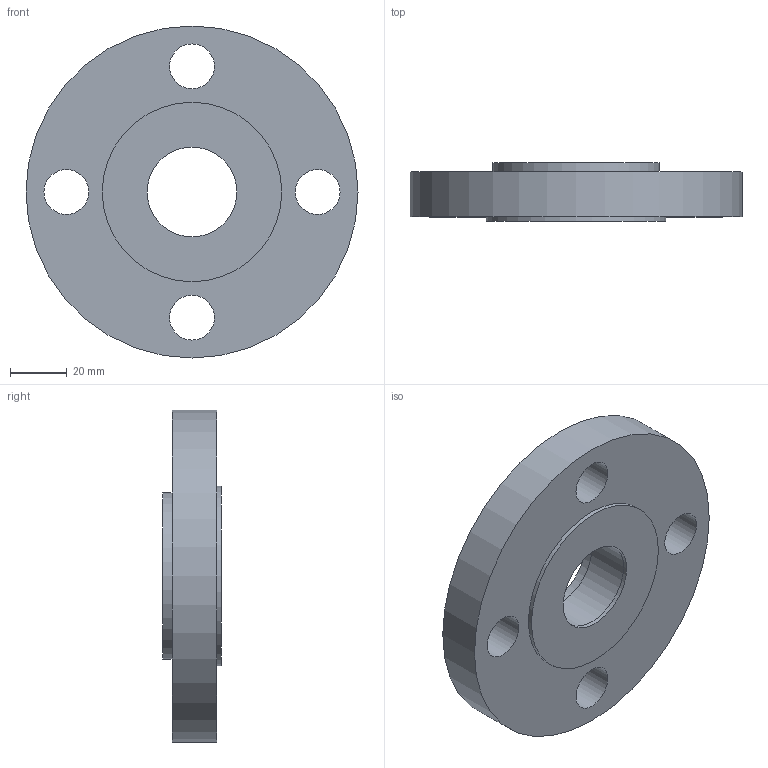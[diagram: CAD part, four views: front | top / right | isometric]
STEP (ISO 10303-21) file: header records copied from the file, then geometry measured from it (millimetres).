
FILE_DESCRIPTION((('zoo.dev export')), '2;1');
FILE_NAME('dump.step', '2025-02-11T21:33:15.493886124+00:00', ('Author unknown'), ('Organization unknown'), 'zoo.dev beta', 'zoo.dev', 'Authorization unknown');
FILE_SCHEMA(('AP203_CONFIGURATION_CONTROLLED_3D_DESIGN_OF_MECHANICAL_PARTS_AND_ASSEMBLIES_MIM_LF'));
Length unit declared in the file: metre
Products named in the file (3): UNIDENTIFIED_PRODUCT
Bounding box: 117.47 x 20.65 x 117.47 mm (x, y, z)
Volume: 156787.6 mm3; surface area: 39088.9 mm2
Topology: 3 solids, 3 shells, 16 faces, 30 edges, 20 vertices
Faces by surface type: cylinder 10, plane 6
Full cylindrical faces by diameter (mm): 15.875 x4, 31.75 x3, 58.75 x1, 63.5 x1, 117.475 x1
Entity records: 447 total; most frequent: DIRECTION 76, CARTESIAN_POINT 66, ORIENTED_EDGE 40, EDGE_LOOP 40, FACE_BOUND 40, AXIS2_PLACEMENT_3D 36, EDGE_CURVE 30, VERTEX_POINT 20
